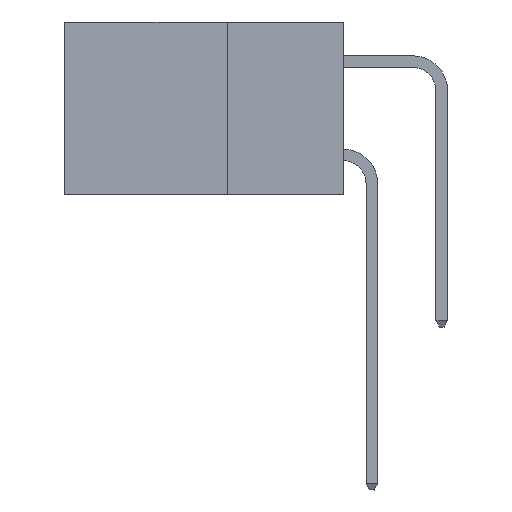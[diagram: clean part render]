
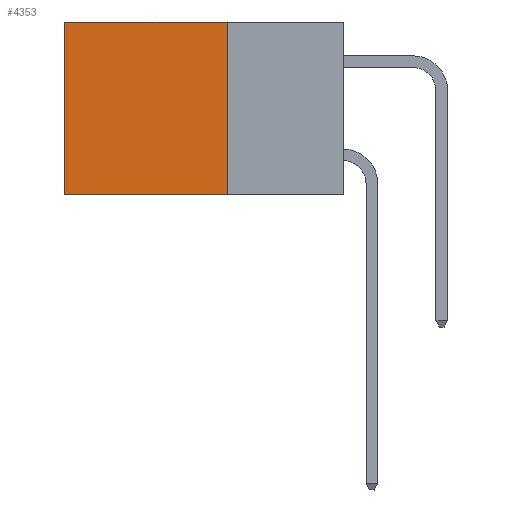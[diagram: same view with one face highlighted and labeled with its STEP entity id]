
A CAD part, left-side view. The second image highlights one B-rep face of the part: STEP entity #4353.
In plain terms, the highlighted planar face has unit normal (-1, 0, 0).
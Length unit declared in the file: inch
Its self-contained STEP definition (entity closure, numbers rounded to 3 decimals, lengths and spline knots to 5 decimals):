
#203 = DIRECTION ( 'NONE',  ( 0., 0., -1. ) ) ;
#256 = ORIENTED_EDGE ( 'NONE', *, *, #5241, .F. ) ;
#648 = CARTESIAN_POINT ( 'NONE',  ( 0.298, 0.25, 0. ) ) ;
#1073 = CARTESIAN_POINT ( 'NONE',  ( 0.298, 0.25, 0. ) ) ;
#1136 = CARTESIAN_POINT ( 'NONE',  ( 0.298, 0.25, 0. ) ) ;
#2101 = CARTESIAN_POINT ( 'NONE',  ( 0.298, 0.25, -0.37 ) ) ;
#2861 = DIRECTION ( 'NONE',  ( 0., 1., 0. ) ) ;
#2909 = EDGE_CURVE ( 'NONE', #10633, #5426, #7585, .T. ) ;
#3149 = AXIS2_PLACEMENT_3D ( 'NONE', #1136, #7088, #203 ) ;
#3948 = EDGE_CURVE ( 'NONE', #10223, #6069, #10637, .T. ) ;
#4353 = ADVANCED_FACE ( 'NONE', ( #7819 ), #8699, .F. ) ;
#4673 = DIRECTION ( 'NONE',  ( 0., 0., -1. ) ) ;
#5182 = CARTESIAN_POINT ( 'NONE',  ( 0.298, 0.6, 0. ) ) ;
#5198 = ORIENTED_EDGE ( 'NONE', *, *, #2909, .T. ) ;
#5241 = EDGE_CURVE ( 'NONE', #6069, #5426, #8056, .T. ) ;
#5426 = VERTEX_POINT ( 'NONE', #6423 ) ;
#5871 = ORIENTED_EDGE ( 'NONE', *, *, #6026, .T. ) ;
#5920 = VECTOR ( 'NONE', #8460, 39.37008 ) ;
#5924 = CARTESIAN_POINT ( 'NONE',  ( 0.298, 0.25, -0.37 ) ) ;
#6018 = CARTESIAN_POINT ( 'NONE',  ( 0.298, 0.25, 0. ) ) ;
#6026 = EDGE_CURVE ( 'NONE', #10223, #10633, #6834, .T. ) ;
#6069 = VERTEX_POINT ( 'NONE', #5924 ) ;
#6423 = CARTESIAN_POINT ( 'NONE',  ( 0.298, 0.6, -0.37 ) ) ;
#6834 = LINE ( 'NONE', #1073, #10025 ) ;
#7088 = DIRECTION ( 'NONE',  ( 1., 0., 0. ) ) ;
#7585 = LINE ( 'NONE', #9769, #11029 ) ;
#7819 = FACE_OUTER_BOUND ( 'NONE', #10209, .T. ) ;
#8056 = LINE ( 'NONE', #2101, #9781 ) ;
#8460 = DIRECTION ( 'NONE',  ( 0., 0., -1. ) ) ;
#8699 = PLANE ( 'NONE',  #3149 ) ;
#9769 = CARTESIAN_POINT ( 'NONE',  ( 0.298, 0.6, 0. ) ) ;
#9781 = VECTOR ( 'NONE', #2861, 39.37008 ) ;
#10025 = VECTOR ( 'NONE', #10520, 39.37008 ) ;
#10209 = EDGE_LOOP ( 'NONE', ( #5198, #256, #10354, #5871 ) ) ;
#10223 = VERTEX_POINT ( 'NONE', #648 ) ;
#10354 = ORIENTED_EDGE ( 'NONE', *, *, #3948, .F. ) ;
#10520 = DIRECTION ( 'NONE',  ( 0., 1., 0. ) ) ;
#10633 = VERTEX_POINT ( 'NONE', #5182 ) ;
#10637 = LINE ( 'NONE', #6018, #5920 ) ;
#11029 = VECTOR ( 'NONE', #4673, 39.37008 ) ;
